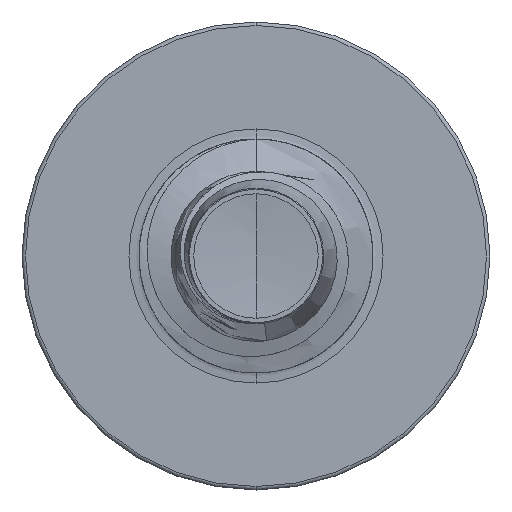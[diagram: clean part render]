
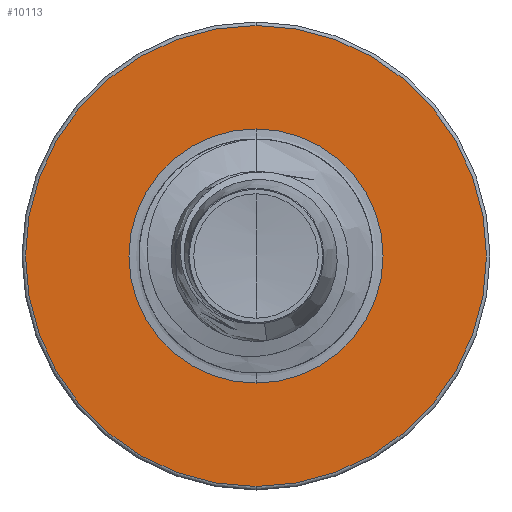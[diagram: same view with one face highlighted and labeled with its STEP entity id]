
A CAD part, front view. The second image highlights one B-rep face of the part: STEP entity #10113.
In plain terms, the highlighted planar face has unit normal (0, -1, 0).
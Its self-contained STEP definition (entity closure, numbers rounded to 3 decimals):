
#1007 = EDGE_CURVE ( 'NONE', #1677, #16411, #10296, .T. ) ;
#1097 = DIRECTION ( 'NONE',  ( 0., 0., 1. ) ) ;
#1116 = DIRECTION ( 'NONE',  ( 0., 1., 0. ) ) ;
#1123 = CARTESIAN_POINT ( 'NONE',  ( 0., 9., 0. ) ) ;
#1375 = AXIS2_PLACEMENT_3D ( 'NONE', #5679, #5611, #5590 ) ;
#1461 = EDGE_CURVE ( 'NONE', #10555, #9804, #10039, .T. ) ;
#1641 = AXIS2_PLACEMENT_3D ( 'NONE', #15825, #15805, #15793 ) ;
#1677 = VERTEX_POINT ( 'NONE', #6786 ) ;
#2351 = AXIS2_PLACEMENT_3D ( 'NONE', #16295, #14926, #14938 ) ;
#2570 = FACE_BOUND ( 'NONE', #16379, .T. ) ;
#2956 = CARTESIAN_POINT ( 'NONE',  ( 0., 9., 1.086 ) ) ;
#3815 = EDGE_LOOP ( 'NONE', ( #5191, #4721 ) ) ;
#4721 = ORIENTED_EDGE ( 'NONE', *, *, #6154, .F. ) ;
#5191 = ORIENTED_EDGE ( 'NONE', *, *, #1007, .F. ) ;
#5365 = AXIS2_PLACEMENT_3D ( 'NONE', #1123, #1116, #1097 ) ;
#5590 = DIRECTION ( 'NONE',  ( 0., 0., 1. ) ) ;
#5611 = DIRECTION ( 'NONE',  ( 0., 1., 0. ) ) ;
#5679 = CARTESIAN_POINT ( 'NONE',  ( 0., 9., -1.086 ) ) ;
#5701 = PLANE ( 'NONE',  #1375 ) ;
#6154 = EDGE_CURVE ( 'NONE', #16411, #1677, #9188, .T. ) ;
#6786 = CARTESIAN_POINT ( 'NONE',  ( 0., 9., 1.97 ) ) ;
#6942 = AXIS2_PLACEMENT_3D ( 'NONE', #14168, #14163, #14151 ) ;
#7553 = CARTESIAN_POINT ( 'NONE',  ( 0., 9., -1.086 ) ) ;
#9188 = CIRCLE ( 'NONE', #1641, 1.97 ) ;
#9804 = VERTEX_POINT ( 'NONE', #7553 ) ;
#10039 = CIRCLE ( 'NONE', #2351, 1.086 ) ;
#10113 = ADVANCED_FACE ( 'NONE', ( #17233, #2570 ), #5701, .F. ) ;
#10296 = CIRCLE ( 'NONE', #5365, 1.97 ) ;
#10555 = VERTEX_POINT ( 'NONE', #2956 ) ;
#11713 = ORIENTED_EDGE ( 'NONE', *, *, #1461, .T. ) ;
#13099 = CARTESIAN_POINT ( 'NONE',  ( 0., 9., -1.97 ) ) ;
#14151 = DIRECTION ( 'NONE',  ( 0., 0., 1. ) ) ;
#14163 = DIRECTION ( 'NONE',  ( 0., 1., 0. ) ) ;
#14168 = CARTESIAN_POINT ( 'NONE',  ( 0., 9., 0. ) ) ;
#14926 = DIRECTION ( 'NONE',  ( 0., 1., 0. ) ) ;
#14938 = DIRECTION ( 'NONE',  ( 0., 0., 1. ) ) ;
#15446 = EDGE_CURVE ( 'NONE', #9804, #10555, #17781, .T. ) ;
#15793 = DIRECTION ( 'NONE',  ( 0., 0., 1. ) ) ;
#15805 = DIRECTION ( 'NONE',  ( 0., 1., 0. ) ) ;
#15825 = CARTESIAN_POINT ( 'NONE',  ( 0., 9., 0. ) ) ;
#16295 = CARTESIAN_POINT ( 'NONE',  ( 0., 9., 0. ) ) ;
#16379 = EDGE_LOOP ( 'NONE', ( #11713, #17290 ) ) ;
#16411 = VERTEX_POINT ( 'NONE', #13099 ) ;
#17233 = FACE_OUTER_BOUND ( 'NONE', #3815, .T. ) ;
#17290 = ORIENTED_EDGE ( 'NONE', *, *, #15446, .T. ) ;
#17781 = CIRCLE ( 'NONE', #6942, 1.086 ) ;
